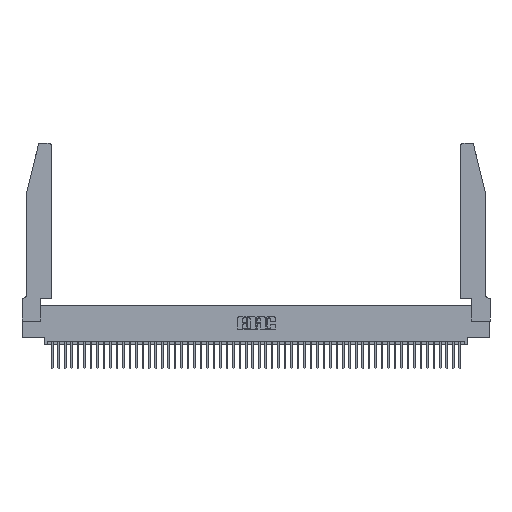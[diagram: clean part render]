
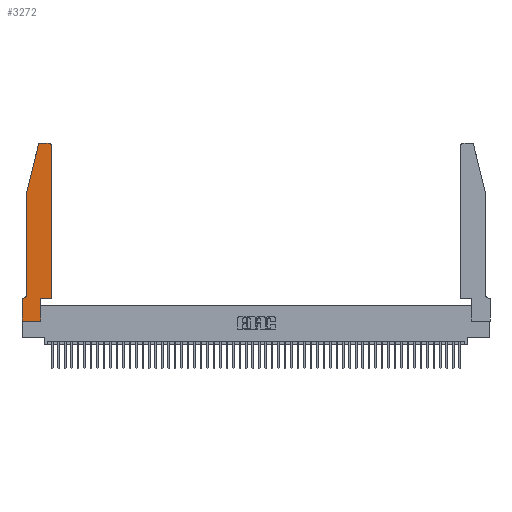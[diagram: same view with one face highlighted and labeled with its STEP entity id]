
A CAD part, top view. The second image highlights one B-rep face of the part: STEP entity #3272.
In plain terms, the highlighted planar face has unit normal (0, 0, 1).
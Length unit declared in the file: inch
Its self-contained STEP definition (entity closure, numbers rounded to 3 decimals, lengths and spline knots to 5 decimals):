
#1071 = CARTESIAN_POINT ( 'NONE',  ( 0., 0., 0.37 ) ) ;
#1117 = VERTEX_POINT ( 'NONE', #45715 ) ;
#2895 = VECTOR ( 'NONE', #16049, 39.37008 ) ;
#3272 = ADVANCED_FACE ( 'NONE', ( #40826 ), #12623, .T. ) ;
#4094 = EDGE_LOOP ( 'NONE', ( #31568, #42106, #36565, #11553, #46007, #15405, #19225, #40444, #44157, #24311, #37375, #47916 ) ) ;
#8136 = DIRECTION ( 'NONE',  ( 0., 1., 0. ) ) ;
#8509 = CARTESIAN_POINT ( 'NONE',  ( 0., 0.35, 0.37 ) ) ;
#8657 = DIRECTION ( 'NONE',  ( 0., -1., 0. ) ) ;
#8727 = VERTEX_POINT ( 'NONE', #18528 ) ;
#9635 = DIRECTION ( 'NONE',  ( 0., -1., 0. ) ) ;
#9995 = VERTEX_POINT ( 'NONE', #30383 ) ;
#10257 = VERTEX_POINT ( 'NONE', #32438 ) ;
#10510 = EDGE_CURVE ( 'NONE', #1117, #38050, #32606, .T. ) ;
#10939 = AXIS2_PLACEMENT_3D ( 'NONE', #19515, #47361, #23596 ) ;
#11553 = ORIENTED_EDGE ( 'NONE', *, *, #10510, .T. ) ;
#11605 = CARTESIAN_POINT ( 'NONE',  ( 0.0755, 2., 0.37 ) ) ;
#11866 = VECTOR ( 'NONE', #8657, 39.37008 ) ;
#12447 = DIRECTION ( 'NONE',  ( 1., 0., 0. ) ) ;
#12623 = PLANE ( 'NONE',  #15068 ) ;
#14951 = VECTOR ( 'NONE', #27578, 39.37008 ) ;
#15068 = AXIS2_PLACEMENT_3D ( 'NONE', #8509, #40662, #16733 ) ;
#15167 = CARTESIAN_POINT ( 'NONE',  ( 0.0055, 0.35, 0.37 ) ) ;
#15405 = ORIENTED_EDGE ( 'NONE', *, *, #20250, .T. ) ;
#15715 = DIRECTION ( 'NONE',  ( -0.239, -0.971, 0. ) ) ;
#15720 = EDGE_CURVE ( 'NONE', #42338, #9995, #31786, .T. ) ;
#16049 = DIRECTION ( 'NONE',  ( -1., 0., 0. ) ) ;
#16350 = CARTESIAN_POINT ( 'NONE',  ( 0., 0.35, 0.37 ) ) ;
#16407 = DIRECTION ( 'NONE',  ( 0., 0., -1. ) ) ;
#16680 = EDGE_CURVE ( 'NONE', #8727, #35878, #40985, .T. ) ;
#16733 = DIRECTION ( 'NONE',  ( 1., 0., 0. ) ) ;
#17619 = LINE ( 'NONE', #1071, #27084 ) ;
#18351 = CARTESIAN_POINT ( 'NONE',  ( 0.284, 2.75, 0.37 ) ) ;
#18515 = VECTOR ( 'NONE', #12447, 39.37008 ) ;
#18528 = CARTESIAN_POINT ( 'NONE',  ( 0.2865, 0., 0.37 ) ) ;
#19083 = EDGE_CURVE ( 'NONE', #22872, #40918, #43806, .T. ) ;
#19163 = EDGE_CURVE ( 'NONE', #40918, #8727, #17619, .T. ) ;
#19225 = ORIENTED_EDGE ( 'NONE', *, *, #19083, .T. ) ;
#19515 = CARTESIAN_POINT ( 'NONE',  ( 0.4205, 2.72, 0.37 ) ) ;
#19788 = LINE ( 'NONE', #20464, #18515 ) ;
#19956 = CARTESIAN_POINT ( 'NONE',  ( 0.0755, 0.35, 0.37 ) ) ;
#20250 = EDGE_CURVE ( 'NONE', #45923, #22872, #32730, .T. ) ;
#20464 = CARTESIAN_POINT ( 'NONE',  ( 0.4505, 0.35, 0.37 ) ) ;
#21525 = EDGE_CURVE ( 'NONE', #10257, #42338, #36301, .T. ) ;
#21968 = VECTOR ( 'NONE', #9635, 39.37008 ) ;
#22872 = VERTEX_POINT ( 'NONE', #16350 ) ;
#23019 = DIRECTION ( 'NONE',  ( 0., 0., 1. ) ) ;
#23596 = DIRECTION ( 'NONE',  ( 1., 0., 0. ) ) ;
#24311 = ORIENTED_EDGE ( 'NONE', *, *, #27128, .T. ) ;
#24334 = CARTESIAN_POINT ( 'NONE',  ( 0.4505, 0.35, 0.37 ) ) ;
#26000 = CIRCLE ( 'NONE', #46910, 0.07 ) ;
#27084 = VECTOR ( 'NONE', #29557, 39.37008 ) ;
#27128 = EDGE_CURVE ( 'NONE', #35878, #49038, #19788, .T. ) ;
#27567 = EDGE_CURVE ( 'NONE', #28141, #10257, #30416, .T. ) ;
#27578 = DIRECTION ( 'NONE',  ( -1., 0., 0. ) ) ;
#28141 = VERTEX_POINT ( 'NONE', #50820 ) ;
#28377 = DIRECTION ( 'NONE',  ( 0., 1., 0. ) ) ;
#29557 = DIRECTION ( 'NONE',  ( 1., 0., 0. ) ) ;
#30028 = CARTESIAN_POINT ( 'NONE',  ( 0.0755, 0.42, 0.37 ) ) ;
#30383 = CARTESIAN_POINT ( 'NONE',  ( 0.25487, 2.72718, 0.37 ) ) ;
#30408 = VECTOR ( 'NONE', #28377, 39.37008 ) ;
#30416 = CIRCLE ( 'NONE', #10939, 0.03 ) ;
#31448 = EDGE_CURVE ( 'NONE', #9995, #1117, #49218, .T. ) ;
#31568 = ORIENTED_EDGE ( 'NONE', *, *, #21525, .T. ) ;
#31786 = CIRCLE ( 'NONE', #40515, 0.03 ) ;
#32438 = CARTESIAN_POINT ( 'NONE',  ( 0.4205, 2.75, 0.37 ) ) ;
#32606 = LINE ( 'NONE', #37773, #21968 ) ;
#32730 = LINE ( 'NONE', #19956, #2895 ) ;
#35878 = VERTEX_POINT ( 'NONE', #40419 ) ;
#36301 = LINE ( 'NONE', #43317, #14951 ) ;
#36350 = CARTESIAN_POINT ( 'NONE',  ( 0.2865, 0.35, 0.37 ) ) ;
#36565 = ORIENTED_EDGE ( 'NONE', *, *, #31448, .T. ) ;
#36830 = CARTESIAN_POINT ( 'NONE',  ( 0., 0., 0.37 ) ) ;
#37375 = ORIENTED_EDGE ( 'NONE', *, *, #42666, .T. ) ;
#37426 = VECTOR ( 'NONE', #15715, 39.37008 ) ;
#37773 = CARTESIAN_POINT ( 'NONE',  ( 0.0755, 2., 0.37 ) ) ;
#38050 = VERTEX_POINT ( 'NONE', #30028 ) ;
#39913 = CARTESIAN_POINT ( 'NONE',  ( 0., 0., 0.37 ) ) ;
#40324 = CARTESIAN_POINT ( 'NONE',  ( 0.0055, 0.42, 0.37 ) ) ;
#40419 = CARTESIAN_POINT ( 'NONE',  ( 0.2865, 0.35, 0.37 ) ) ;
#40444 = ORIENTED_EDGE ( 'NONE', *, *, #19163, .T. ) ;
#40515 = AXIS2_PLACEMENT_3D ( 'NONE', #46799, #23019, #50821 ) ;
#40662 = DIRECTION ( 'NONE',  ( 0., 0., 1. ) ) ;
#40826 = FACE_OUTER_BOUND ( 'NONE', #4094, .T. ) ;
#40918 = VERTEX_POINT ( 'NONE', #39913 ) ;
#40985 = LINE ( 'NONE', #36350, #51563 ) ;
#42106 = ORIENTED_EDGE ( 'NONE', *, *, #15720, .T. ) ;
#42338 = VERTEX_POINT ( 'NONE', #18351 ) ;
#42666 = EDGE_CURVE ( 'NONE', #49038, #28141, #51515, .T. ) ;
#43317 = CARTESIAN_POINT ( 'NONE',  ( 0.2605, 2.75, 0.37 ) ) ;
#43806 = LINE ( 'NONE', #36830, #11866 ) ;
#44157 = ORIENTED_EDGE ( 'NONE', *, *, #16680, .T. ) ;
#44299 = DIRECTION ( 'NONE',  ( -1., 0., 0. ) ) ;
#44691 = CARTESIAN_POINT ( 'NONE',  ( 0.4505, 0.35, 0.37 ) ) ;
#45715 = CARTESIAN_POINT ( 'NONE',  ( 0.0755, 2., 0.37 ) ) ;
#45923 = VERTEX_POINT ( 'NONE', #15167 ) ;
#46007 = ORIENTED_EDGE ( 'NONE', *, *, #46139, .T. ) ;
#46139 = EDGE_CURVE ( 'NONE', #38050, #45923, #26000, .T. ) ;
#46799 = CARTESIAN_POINT ( 'NONE',  ( 0.284, 2.72, 0.37 ) ) ;
#46910 = AXIS2_PLACEMENT_3D ( 'NONE', #40324, #16407, #44299 ) ;
#47361 = DIRECTION ( 'NONE',  ( 0., 0., 1. ) ) ;
#47916 = ORIENTED_EDGE ( 'NONE', *, *, #27567, .T. ) ;
#49038 = VERTEX_POINT ( 'NONE', #44691 ) ;
#49218 = LINE ( 'NONE', #11605, #37426 ) ;
#50820 = CARTESIAN_POINT ( 'NONE',  ( 0.4505, 2.72, 0.37 ) ) ;
#50821 = DIRECTION ( 'NONE',  ( 1., 0., 0. ) ) ;
#51515 = LINE ( 'NONE', #24334, #30408 ) ;
#51563 = VECTOR ( 'NONE', #8136, 39.37008 ) ;
